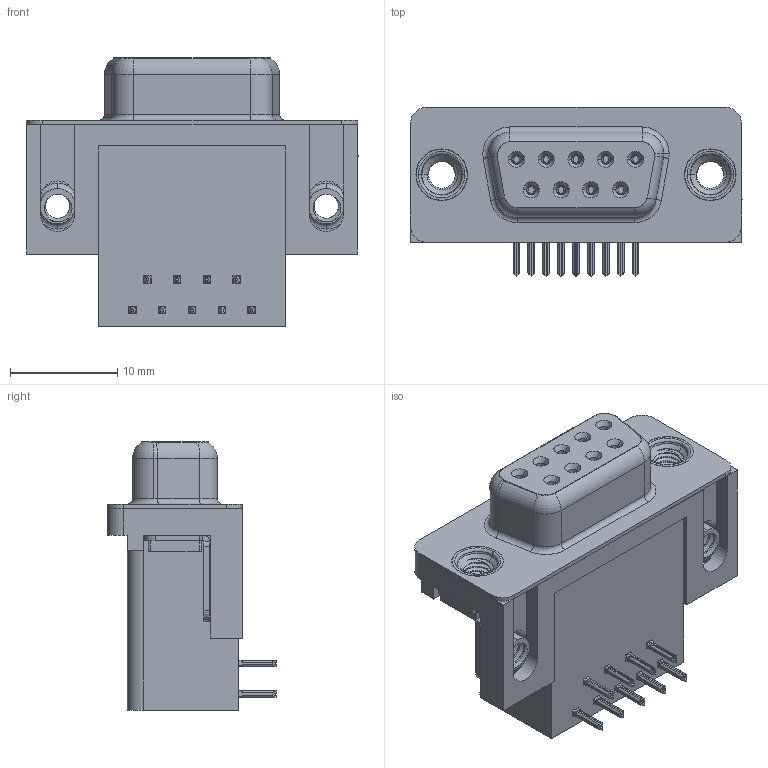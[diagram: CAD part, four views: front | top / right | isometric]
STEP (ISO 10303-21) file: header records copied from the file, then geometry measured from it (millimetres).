
FILE_DESCRIPTION (( 'STEP AP203' ), '1' );
FILE_NAME ('626-009-262-055.STEP', '2018-11-06T22:14:21', ( '' ), ( '' ), 'SwSTEP 2.0', 'SolidWorks 2016', '' );
FILE_SCHEMA (( 'CONFIG_CONTROL_DESIGN' ));
Length unit declared in the file: millimetre
Products named in the file (7): 626 Housing_9 Socket; 626 Shell_9 Socket; 626 Contact Bottom; 626 Contact Top; 626 4-40 Threaded Board Mount; 626 M3 Threaded Rivet; 626-009-262-055
Assembly tree (15 placements, depth 2):
  626-009-262-055
    626 Housing_9 Socket
    626 Shell_9 Socket
    626 Contact Bottom  x4
    626 Contact Top  x5
    626 4-40 Threaded Board Mount  x2
    626 M3 Threaded Rivet  x2
Bounding box: 30.89 x 15.73 x 24.96 mm (x, y, z)
Volume: 4974.3 mm3; surface area: 5873.6 mm2
Topology: 15 solids, 15 shells, 1604 faces, 4212 edges, 2652 vertices
Faces by surface type: plane 686, cylinder 432, bspline 320, cone 116, torus 50
Entity records: 25383 total; most frequent: CARTESIAN_POINT 9779, ORIENTED_EDGE 3220, DIRECTION 2783, EDGE_CURVE 1610, VERTEX_POINT 1023, AXIS2_PLACEMENT_3D 928, VECTOR 927, LINE 927
